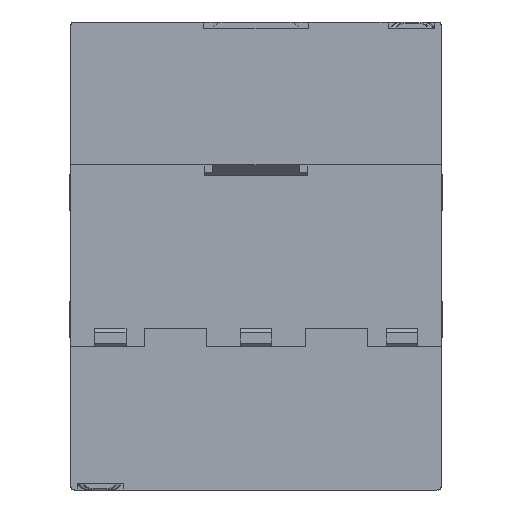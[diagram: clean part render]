
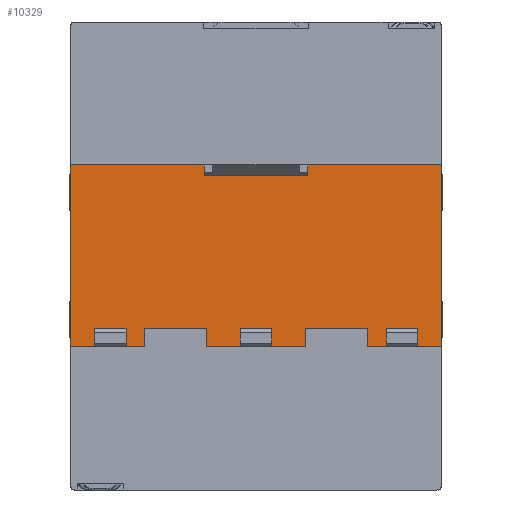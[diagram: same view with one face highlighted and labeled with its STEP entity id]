
A CAD part, front view. The second image highlights one B-rep face of the part: STEP entity #10329.
In plain terms, the highlighted planar face has unit normal (0, -1, 0).
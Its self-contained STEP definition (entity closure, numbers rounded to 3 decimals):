
#1=DIRECTION('',(1.,0.,0.));
#2=VECTOR('',#1,71.2);
#3=CARTESIAN_POINT('',(-35.6,0.,17.5));
#4=LINE('',#3,#2);
#5=DIRECTION('',(-1.,0.,0.));
#6=VECTOR('',#5,4.6);
#7=CARTESIAN_POINT('',(35.6,0.,-17.5));
#8=LINE('',#7,#6);
#9=DIRECTION('',(0.,0.,1.));
#10=VECTOR('',#9,3.5);
#11=CARTESIAN_POINT('',(31.,0.,-17.5));
#12=LINE('',#11,#10);
#13=DIRECTION('',(0.,0.,-1.));
#14=VECTOR('',#13,3.5);
#15=CARTESIAN_POINT('',(25.,0.,-14.));
#16=LINE('',#15,#14);
#17=DIRECTION('',(0.,0.,1.));
#18=VECTOR('',#17,3.5);
#19=CARTESIAN_POINT('',(3.,0.,-17.5));
#20=LINE('',#19,#18);
#21=DIRECTION('',(0.,0.,-1.));
#22=VECTOR('',#21,3.5);
#23=CARTESIAN_POINT('',(-3.,0.,-14.));
#24=LINE('',#23,#22);
#25=DIRECTION('',(0.,0.,1.));
#26=VECTOR('',#25,3.5);
#27=CARTESIAN_POINT('',(-25.,0.,-17.5));
#28=LINE('',#27,#26);
#29=DIRECTION('',(0.,0.,-1.));
#30=VECTOR('',#29,3.5);
#31=CARTESIAN_POINT('',(-31.,0.,-14.));
#32=LINE('',#31,#30);
#33=DIRECTION('',(-1.,0.,0.));
#34=VECTOR('',#33,4.6);
#35=CARTESIAN_POINT('',(-31.,0.,-17.5));
#36=LINE('',#35,#34);
#49=DIRECTION('',(0.,0.,-1.));
#50=VECTOR('',#49,35.);
#51=CARTESIAN_POINT('',(-35.6,0.,17.5));
#52=LINE('',#51,#50);
#2816=DIRECTION('',(1.,0.,0.));
#2817=VECTOR('',#2816,22.);
#2818=CARTESIAN_POINT('',(-25.,0.,-17.5));
#2819=LINE('',#2818,#2817);
#2820=DIRECTION('',(1.,0.,0.));
#2821=VECTOR('',#2820,22.);
#2822=CARTESIAN_POINT('',(3.,0.,-17.5));
#2823=LINE('',#2822,#2821);
#2880=DIRECTION('',(-1.,0.,0.));
#2881=VECTOR('',#2880,6.);
#2882=CARTESIAN_POINT('',(-25.,0.,-14.));
#2883=LINE('',#2882,#2881);
#2920=DIRECTION('',(-1.,0.,0.));
#2921=VECTOR('',#2920,6.);
#2922=CARTESIAN_POINT('',(3.,0.,-14.));
#2923=LINE('',#2922,#2921);
#2960=DIRECTION('',(-1.,0.,0.));
#2961=VECTOR('',#2960,6.);
#2962=CARTESIAN_POINT('',(31.,0.,-14.));
#2963=LINE('',#2962,#2961);
#3005=DIRECTION('',(0.,0.,-1.));
#3006=VECTOR('',#3005,35.);
#3007=CARTESIAN_POINT('',(35.6,0.,17.5));
#3008=LINE('',#3007,#3006);
#9078=CARTESIAN_POINT('',(3.,0.,-14.));
#9079=CARTESIAN_POINT('',(-3.,0.,-14.));
#9080=VERTEX_POINT('',#9078);
#9081=VERTEX_POINT('',#9079);
#9086=CARTESIAN_POINT('',(31.,0.,-14.));
#9087=CARTESIAN_POINT('',(25.,0.,-14.));
#9088=VERTEX_POINT('',#9086);
#9089=VERTEX_POINT('',#9087);
#9094=CARTESIAN_POINT('',(-25.,0.,-14.));
#9095=CARTESIAN_POINT('',(-31.,0.,-14.));
#9096=VERTEX_POINT('',#9094);
#9097=VERTEX_POINT('',#9095);
#9751=CARTESIAN_POINT('',(-35.6,0.,17.5));
#9753=VERTEX_POINT('',#9751);
#9754=CARTESIAN_POINT('',(-35.6,0.,-17.5));
#9755=VERTEX_POINT('',#9754);
#9759=CARTESIAN_POINT('',(35.6,0.,17.5));
#9761=VERTEX_POINT('',#9759);
#9762=CARTESIAN_POINT('',(35.6,0.,-17.5));
#9763=VERTEX_POINT('',#9762);
#10052=CARTESIAN_POINT('',(31.,0.,-17.5));
#10053=CARTESIAN_POINT('',(25.,0.,-17.5));
#10054=VERTEX_POINT('',#10052);
#10055=VERTEX_POINT('',#10053);
#10056=CARTESIAN_POINT('',(3.,0.,-17.5));
#10057=CARTESIAN_POINT('',(-3.,0.,-17.5));
#10058=VERTEX_POINT('',#10056);
#10059=VERTEX_POINT('',#10057);
#10060=CARTESIAN_POINT('',(-25.,0.,-17.5));
#10061=CARTESIAN_POINT('',(-31.,0.,-17.5));
#10062=VERTEX_POINT('',#10060);
#10063=VERTEX_POINT('',#10061);
#10290=CARTESIAN_POINT('',(0.,0.,0.));
#10291=DIRECTION('',(0.,1.,0.));
#10292=DIRECTION('',(-1.,0.,0.));
#10293=AXIS2_PLACEMENT_3D('',#10290,#10291,#10292);
#10294=PLANE('',#10293);
#10296=ORIENTED_EDGE('',*,*,#10295,.T.);
#10298=ORIENTED_EDGE('',*,*,#10297,.T.);
#10300=ORIENTED_EDGE('',*,*,#10299,.T.);
#10302=ORIENTED_EDGE('',*,*,#10301,.T.);
#10304=ORIENTED_EDGE('',*,*,#10303,.T.);
#10306=ORIENTED_EDGE('',*,*,#10305,.T.);
#10308=ORIENTED_EDGE('',*,*,#10307,.F.);
#10310=ORIENTED_EDGE('',*,*,#10309,.T.);
#10312=ORIENTED_EDGE('',*,*,#10311,.T.);
#10314=ORIENTED_EDGE('',*,*,#10313,.T.);
#10316=ORIENTED_EDGE('',*,*,#10315,.F.);
#10318=ORIENTED_EDGE('',*,*,#10317,.T.);
#10320=ORIENTED_EDGE('',*,*,#10319,.T.);
#10322=ORIENTED_EDGE('',*,*,#10321,.T.);
#10324=ORIENTED_EDGE('',*,*,#10323,.T.);
#10326=ORIENTED_EDGE('',*,*,#10325,.F.);
#10327=EDGE_LOOP('',(#10296,#10298,#10300,#10302,#10304,#10306,#10308,#10310,
#10312,#10314,#10316,#10318,#10320,#10322,#10324,#10326));
#10328=FACE_OUTER_BOUND('',#10327,.F.);
#10329=ADVANCED_FACE('',(#10328),#10294,.F.);
#10295=EDGE_CURVE('',#9753,#9761,#4,.T.);
#10297=EDGE_CURVE('',#9761,#9763,#3008,.T.);
#10299=EDGE_CURVE('',#9763,#10054,#8,.T.);
#10301=EDGE_CURVE('',#10054,#9088,#12,.T.);
#10303=EDGE_CURVE('',#9088,#9089,#2963,.T.);
#10305=EDGE_CURVE('',#9089,#10055,#16,.T.);
#10307=EDGE_CURVE('',#10058,#10055,#2823,.T.);
#10309=EDGE_CURVE('',#10058,#9080,#20,.T.);
#10311=EDGE_CURVE('',#9080,#9081,#2923,.T.);
#10313=EDGE_CURVE('',#9081,#10059,#24,.T.);
#10315=EDGE_CURVE('',#10062,#10059,#2819,.T.);
#10317=EDGE_CURVE('',#10062,#9096,#28,.T.);
#10319=EDGE_CURVE('',#9096,#9097,#2883,.T.);
#10321=EDGE_CURVE('',#9097,#10063,#32,.T.);
#10323=EDGE_CURVE('',#10063,#9755,#36,.T.);
#10325=EDGE_CURVE('',#9753,#9755,#52,.T.);
